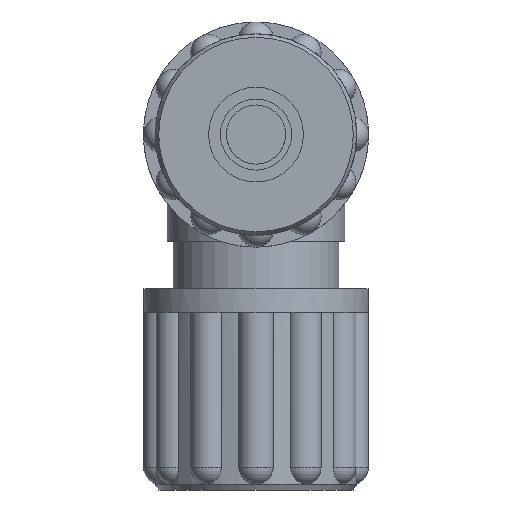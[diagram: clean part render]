
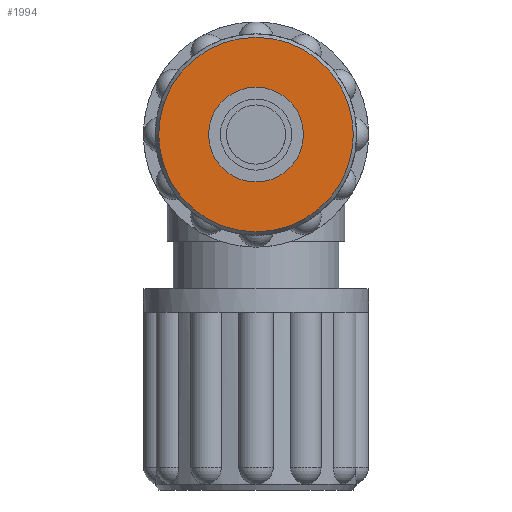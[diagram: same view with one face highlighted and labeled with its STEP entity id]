
A CAD part, left-side view. The second image highlights one B-rep face of the part: STEP entity #1994.
In plain terms, the highlighted planar face has unit normal (-1, 0, 0).
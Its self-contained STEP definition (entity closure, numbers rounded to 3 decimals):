
#72=FACE_BOUND('',#381,.T.);
#132=PLANE('',#2321);
#250=FACE_OUTER_BOUND('',#380,.T.);
#380=EDGE_LOOP('',(#1758,#1759));
#381=EDGE_LOOP('',(#1760,#1761));
#496=CIRCLE('',#2192,4.);
#497=CIRCLE('',#2193,4.);
#575=CIRCLE('',#2322,8.211);
#576=CIRCLE('',#2323,8.211);
#814=VERTEX_POINT('',#3585);
#815=VERTEX_POINT('',#3586);
#894=VERTEX_POINT('',#4061);
#895=VERTEX_POINT('',#4062);
#1065=EDGE_CURVE('',#814,#815,#496,.T.);
#1066=EDGE_CURVE('',#815,#814,#497,.T.);
#1194=EDGE_CURVE('',#894,#895,#575,.T.);
#1195=EDGE_CURVE('',#895,#894,#576,.T.);
#1758=ORIENTED_EDGE('',*,*,#1194,.F.);
#1759=ORIENTED_EDGE('',*,*,#1195,.F.);
#1760=ORIENTED_EDGE('',*,*,#1065,.T.);
#1761=ORIENTED_EDGE('',*,*,#1066,.T.);
#1994=ADVANCED_FACE('',(#250,#72),#132,.T.);
#2192=AXIS2_PLACEMENT_3D('',#3587,#2714,#2715);
#2193=AXIS2_PLACEMENT_3D('',#3588,#2716,#2717);
#2321=AXIS2_PLACEMENT_3D('',#4060,#2998,#2999);
#2322=AXIS2_PLACEMENT_3D('',#4063,#3000,#3001);
#2323=AXIS2_PLACEMENT_3D('',#4064,#3002,#3003);
#2714=DIRECTION('center_axis',(1.,0.,0.));
#2715=DIRECTION('ref_axis',(0.,0.,1.));
#2716=DIRECTION('center_axis',(1.,0.,0.));
#2717=DIRECTION('ref_axis',(0.,0.,1.));
#2998=DIRECTION('center_axis',(-1.,0.,0.));
#2999=DIRECTION('ref_axis',(0.,0.,1.));
#3000=DIRECTION('center_axis',(1.,0.,0.));
#3001=DIRECTION('ref_axis',(0.,0.,1.));
#3002=DIRECTION('center_axis',(1.,0.,0.));
#3003=DIRECTION('ref_axis',(0.,0.,1.));
#3585=CARTESIAN_POINT('',(-30.,0.,4.));
#3586=CARTESIAN_POINT('',(-30.,0.,-4.));
#3587=CARTESIAN_POINT('Origin',(-30.,0.,0.));
#3588=CARTESIAN_POINT('Origin',(-30.,0.,0.));
#4060=CARTESIAN_POINT('Origin',(-30.,0.,4.106));
#4061=CARTESIAN_POINT('',(-30.,0.,8.211));
#4062=CARTESIAN_POINT('',(-30.,0.,-8.211));
#4063=CARTESIAN_POINT('Origin',(-30.,0.,0.));
#4064=CARTESIAN_POINT('Origin',(-30.,0.,0.));
